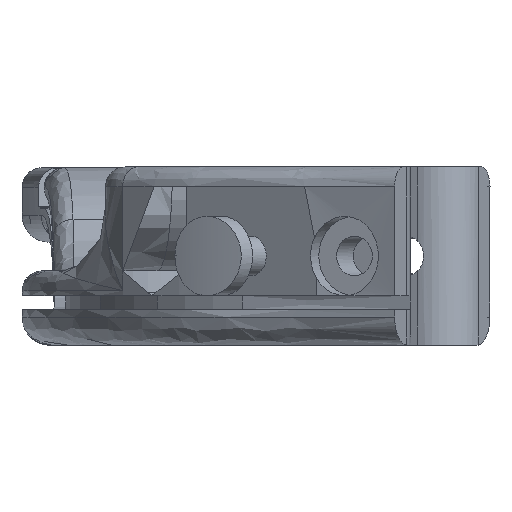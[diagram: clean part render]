
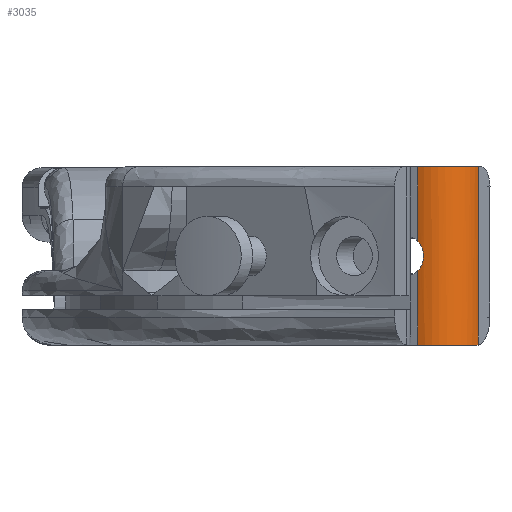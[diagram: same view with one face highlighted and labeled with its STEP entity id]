
A CAD part, left-side view. The second image highlights one B-rep face of the part: STEP entity #3035.
In plain terms, the highlighted cylindrical face has radius 2.2 mm (diameter 4.4 mm), a partial arc.
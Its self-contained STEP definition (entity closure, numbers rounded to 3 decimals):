
#257=FACE_OUTER_BOUND('',#436,.T.);
#436=EDGE_LOOP('',(#2472,#2473,#2474,#2475,#2476,#2477,#2478));
#616=CIRCLE('',#3277,2.2);
#618=CIRCLE('',#3280,2.2);
#782=B_SPLINE_CURVE_WITH_KNOTS('',3,(#6215,#6216,#6217,#6218,#6219,#6220,
#6221,#6222,#6223,#6224,#6225,#6226,#6227,#6228,#6229),.UNSPECIFIED.,.F.,
 .F.,(4,2,2,3,2,2,4),(0.569,0.572,0.61,
0.648,0.686,0.724,0.726),
 .UNSPECIFIED.);
#783=B_SPLINE_CURVE_WITH_KNOTS('',3,(#6232,#6233,#6234,#6235),
 .UNSPECIFIED.,.F.,.F.,(4,4),(-0.228,-0.21),
 .UNSPECIFIED.);
#961=LINE('',#6230,#1107);
#962=LINE('',#6237,#1108);
#963=LINE('',#6240,#1109);
#1107=VECTOR('',#3763,10.);
#1108=VECTOR('',#3764,10.);
#1109=VECTOR('',#3767,10.);
#1352=VERTEX_POINT('',#6065);
#1353=VERTEX_POINT('',#6089);
#1361=VERTEX_POINT('',#6213);
#1362=VERTEX_POINT('',#6214);
#1363=VERTEX_POINT('',#6231);
#1364=VERTEX_POINT('',#6236);
#1365=VERTEX_POINT('',#6238);
#1749=EDGE_CURVE('',#1353,#1352,#616,.T.);
#1759=EDGE_CURVE('',#1361,#1362,#782,.T.);
#1760=EDGE_CURVE('',#1362,#1353,#961,.T.);
#1761=EDGE_CURVE('',#1352,#1363,#783,.T.);
#1762=EDGE_CURVE('',#1363,#1364,#962,.T.);
#1763=EDGE_CURVE('',#1364,#1365,#618,.T.);
#1764=EDGE_CURVE('',#1365,#1361,#963,.T.);
#2472=ORIENTED_EDGE('',*,*,#1759,.T.);
#2473=ORIENTED_EDGE('',*,*,#1760,.T.);
#2474=ORIENTED_EDGE('',*,*,#1749,.T.);
#2475=ORIENTED_EDGE('',*,*,#1761,.T.);
#2476=ORIENTED_EDGE('',*,*,#1762,.T.);
#2477=ORIENTED_EDGE('',*,*,#1763,.T.);
#2478=ORIENTED_EDGE('',*,*,#1764,.T.);
#2931=CYLINDRICAL_SURFACE('',#3279,2.2);
#3035=ADVANCED_FACE('',(#257),#2931,.T.);
#3277=AXIS2_PLACEMENT_3D('',#6090,#3752,#3753);
#3279=AXIS2_PLACEMENT_3D('',#6212,#3761,#3762);
#3280=AXIS2_PLACEMENT_3D('',#6239,#3765,#3766);
#3752=DIRECTION('center_axis',(0.,0.,1.));
#3753=DIRECTION('ref_axis',(-0.953,-0.302,0.));
#3761=DIRECTION('center_axis',(0.,0.,
1.));
#3762=DIRECTION('ref_axis',(-0.953,-0.302,0.));
#3763=DIRECTION('',(0.,0.,-1.));
#3764=DIRECTION('',(0.,0.,1.));
#3765=DIRECTION('center_axis',(0.,0.,-1.));
#3766=DIRECTION('ref_axis',(-0.953,-0.302,0.));
#3767=DIRECTION('',(0.,0.,-1.));
#6065=CARTESIAN_POINT('',(-14.299,-11.689,-8.95));
#6089=CARTESIAN_POINT('',(-15.107,-8.729,-8.95));
#6090=CARTESIAN_POINT('Origin',(-13.182,-9.794,-8.95));
#6212=CARTESIAN_POINT('Origin',(-13.182,-9.794,-4.45));
#6213=CARTESIAN_POINT('',(-15.107,-8.729,-3.721));
#6214=CARTESIAN_POINT('',(-15.107,-8.729,-5.179));
#6215=CARTESIAN_POINT('Ctrl Pts',(-15.107,-8.729,-3.721));
#6216=CARTESIAN_POINT('Ctrl Pts',(-15.111,-8.735,-3.728));
#6217=CARTESIAN_POINT('Ctrl Pts',(-15.114,-8.741,-3.734));
#6218=CARTESIAN_POINT('Ctrl Pts',(-15.16,-8.825,-3.829));
#6219=CARTESIAN_POINT('Ctrl Pts',(-15.191,-8.896,-3.942));
#6220=CARTESIAN_POINT('Ctrl Pts',(-15.231,-8.991,-4.189));
#6221=CARTESIAN_POINT('Ctrl Pts',(-15.24,-9.015,-4.324));
#6222=CARTESIAN_POINT('Ctrl Pts',(-15.24,-9.015,-4.45));
#6223=CARTESIAN_POINT('Ctrl Pts',(-15.24,-9.015,-4.576));
#6224=CARTESIAN_POINT('Ctrl Pts',(-15.231,-8.991,-4.711));
#6225=CARTESIAN_POINT('Ctrl Pts',(-15.191,-8.896,-4.958));
#6226=CARTESIAN_POINT('Ctrl Pts',(-15.16,-8.825,-5.071));
#6227=CARTESIAN_POINT('Ctrl Pts',(-15.114,-8.741,-5.166));
#6228=CARTESIAN_POINT('Ctrl Pts',(-15.111,-8.735,-5.172));
#6229=CARTESIAN_POINT('Ctrl Pts',(-15.107,-8.729,-5.179));
#6230=CARTESIAN_POINT('',(-15.107,-8.729,-4.45));
#6231=CARTESIAN_POINT('',(-14.144,-11.772,-8.941));
#6232=CARTESIAN_POINT('Ctrl Pts',(-14.299,-11.689,-8.95));
#6233=CARTESIAN_POINT('Ctrl Pts',(-14.248,-11.719,-8.95));
#6234=CARTESIAN_POINT('Ctrl Pts',(-14.197,-11.747,-8.947));
#6235=CARTESIAN_POINT('Ctrl Pts',(-14.144,-11.772,-8.941));
#6236=CARTESIAN_POINT('',(-14.144,-11.772,0.05));
#6237=CARTESIAN_POINT('',(-14.144,-11.772,-4.45));
#6238=CARTESIAN_POINT('',(-15.107,-8.729,0.05));
#6239=CARTESIAN_POINT('Origin',(-13.182,-9.794,0.05));
#6240=CARTESIAN_POINT('',(-15.107,-8.729,-4.45));
